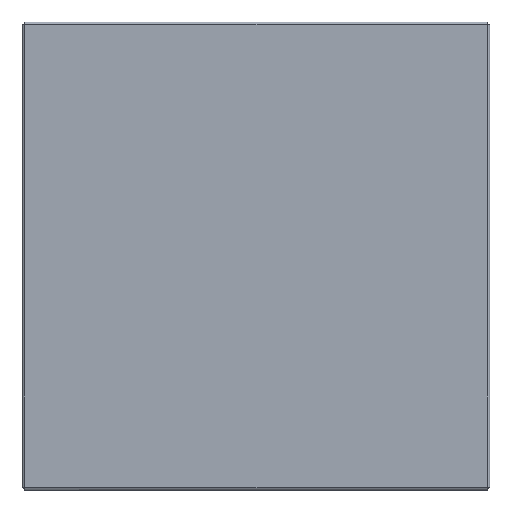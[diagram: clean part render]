
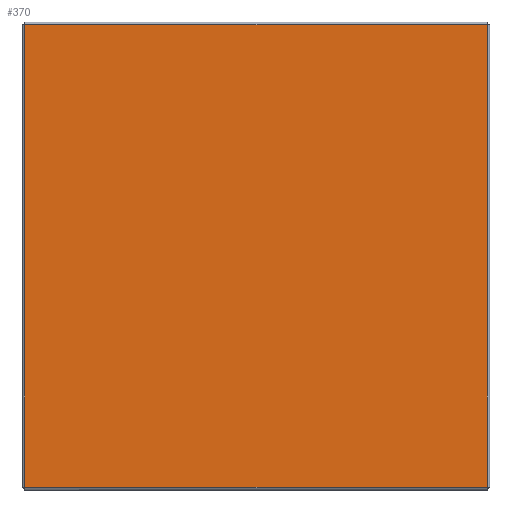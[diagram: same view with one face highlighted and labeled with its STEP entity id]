
A CAD part, top view. The second image highlights one B-rep face of the part: STEP entity #370.
In plain terms, the highlighted planar face has unit normal (0, 0, 1).
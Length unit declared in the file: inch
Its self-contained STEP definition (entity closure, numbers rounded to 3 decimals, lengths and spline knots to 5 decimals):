
#313 = DIRECTION ( 'NONE',  ( 1., 0., 0. ) ) ;
#348 = DIRECTION ( 'NONE',  ( 0., 0., 1. ) ) ;
#364 = CARTESIAN_POINT ( 'NONE',  ( 8.0625, 8.0625, 0.074 ) ) ;
#370 = ADVANCED_FACE ( 'NONE', ( #9836 ), #1124, .T. ) ;
#1001 = CARTESIAN_POINT ( 'NONE',  ( 0.0896, 16.0354, 0.074 ) ) ;
#1124 = PLANE ( 'NONE',  #3950 ) ;
#1233 = EDGE_CURVE ( 'NONE', #10986, #8865, #4739, .T. ) ;
#1998 = ORIENTED_EDGE ( 'NONE', *, *, #12441, .T. ) ;
#2650 = LINE ( 'NONE', #4440, #7497 ) ;
#3087 = EDGE_CURVE ( 'NONE', #5061, #6931, #2650, .T. ) ;
#3210 = CARTESIAN_POINT ( 'NONE',  ( 16.0354, 4.07605, 0.074 ) ) ;
#3889 = DIRECTION ( 'NONE',  ( -1., 0., 0. ) ) ;
#3950 = AXIS2_PLACEMENT_3D ( 'NONE', #364, #348, #313 ) ;
#4440 = CARTESIAN_POINT ( 'NONE',  ( 12.04895, 16.0354, 0.074 ) ) ;
#4524 = CARTESIAN_POINT ( 'NONE',  ( 16.0354, 16.0354, 0.074 ) ) ;
#4538 = CARTESIAN_POINT ( 'NONE',  ( 0.0896, 12.04895, 0.074 ) ) ;
#4739 = LINE ( 'NONE', #6853, #7035 ) ;
#5061 = VERTEX_POINT ( 'NONE', #4524 ) ;
#5139 = VECTOR ( 'NONE', #5479, 39.37008 ) ;
#5479 = DIRECTION ( 'NONE',  ( 0., -1., 0. ) ) ;
#6853 = CARTESIAN_POINT ( 'NONE',  ( 4.07605, 0.0896, 0.074 ) ) ;
#6902 = DIRECTION ( 'NONE',  ( 1., 0., 0. ) ) ;
#6931 = VERTEX_POINT ( 'NONE', #1001 ) ;
#7035 = VECTOR ( 'NONE', #6902, 39.37008 ) ;
#7497 = VECTOR ( 'NONE', #3889, 39.37008 ) ;
#7716 = LINE ( 'NONE', #4538, #5139 ) ;
#7826 = ORIENTED_EDGE ( 'NONE', *, *, #9529, .T. ) ;
#8270 = VECTOR ( 'NONE', #9981, 39.37008 ) ;
#8865 = VERTEX_POINT ( 'NONE', #9125 ) ;
#9045 = EDGE_LOOP ( 'NONE', ( #1998, #9149, #7826, #9996 ) ) ;
#9125 = CARTESIAN_POINT ( 'NONE',  ( 16.0354, 0.0896, 0.074 ) ) ;
#9149 = ORIENTED_EDGE ( 'NONE', *, *, #3087, .T. ) ;
#9529 = EDGE_CURVE ( 'NONE', #6931, #10986, #7716, .T. ) ;
#9836 = FACE_OUTER_BOUND ( 'NONE', #9045, .T. ) ;
#9981 = DIRECTION ( 'NONE',  ( 0., 1., 0. ) ) ;
#9996 = ORIENTED_EDGE ( 'NONE', *, *, #1233, .T. ) ;
#10034 = CARTESIAN_POINT ( 'NONE',  ( 0.0896, 0.0896, 0.074 ) ) ;
#10809 = LINE ( 'NONE', #3210, #8270 ) ;
#10986 = VERTEX_POINT ( 'NONE', #10034 ) ;
#12441 = EDGE_CURVE ( 'NONE', #8865, #5061, #10809, .T. ) ;
